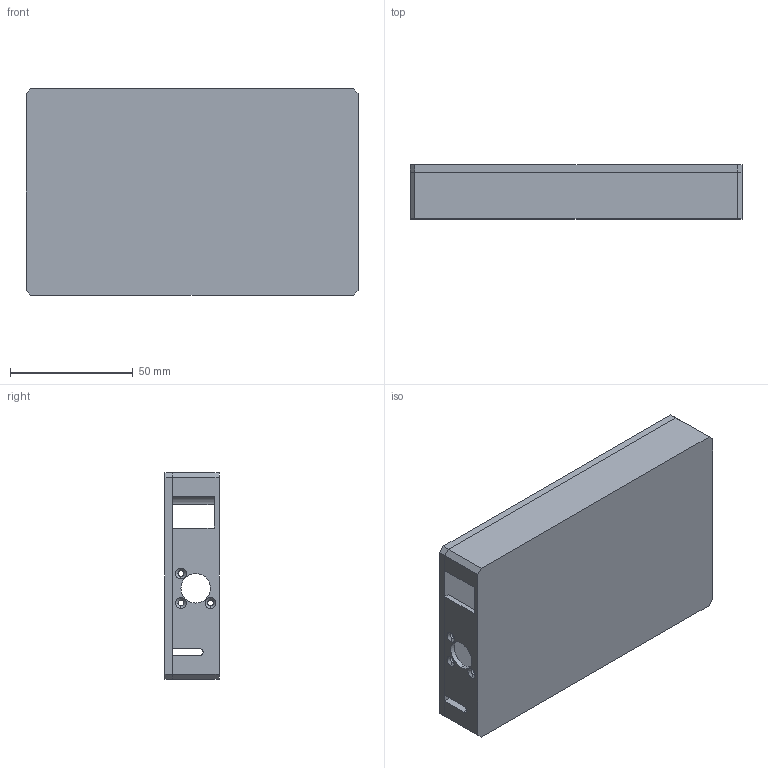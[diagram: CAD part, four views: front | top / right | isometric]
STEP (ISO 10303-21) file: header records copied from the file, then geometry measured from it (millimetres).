
FILE_DESCRIPTION (( 'STEP AP203' ), '1' );
FILE_NAME ('5M scrambler.STEP', '2023-12-08T20:58:10', ( '' ), ( '' ), 'SwSTEP 2.0', 'SolidWorks 2015', '' );
FILE_SCHEMA (( 'CONFIG_CONTROL_DESIGN' ));
Length unit declared in the file: millimetre
Products named in the file (3): 5M scrambler; 5M scrambler box BL; 5M scrambler lid BL
Assembly tree (2 placements, depth 2):
  5M scrambler
    5M scrambler box BL
    5M scrambler lid BL
Bounding box: 135 x 22 x 84 mm (x, y, z)
Volume: 74429.8 mm3; surface area: 61247 mm2
Topology: 2 solids, 2 shells, 142 faces, 377 edges, 231 vertices
Faces by surface type: cylinder 53, plane 53, cone 36
Entity records: 4672 total; most frequent: CARTESIAN_POINT 785, DIRECTION 777, ORIENTED_EDGE 722, EDGE_CURVE 361, AXIS2_PLACEMENT_3D 271, LINE 235, VECTOR 235, VERTEX_POINT 231
